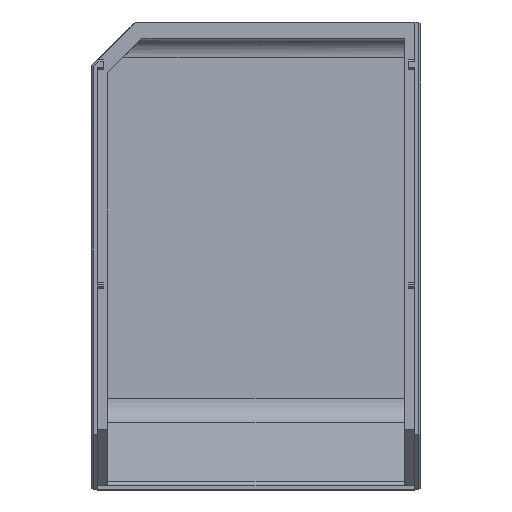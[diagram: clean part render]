
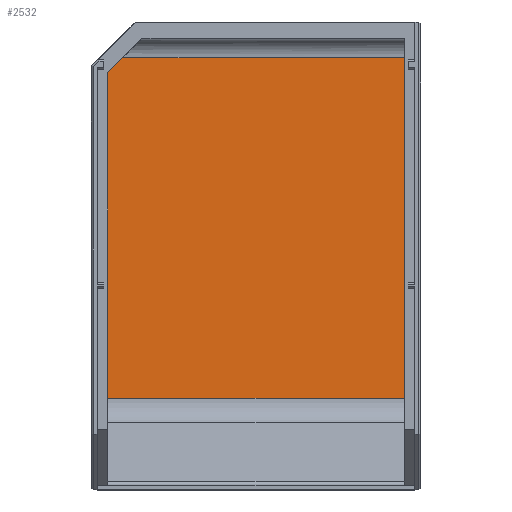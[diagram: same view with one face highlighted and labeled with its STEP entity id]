
A CAD part, top view. The second image highlights one B-rep face of the part: STEP entity #2532.
In plain terms, the highlighted planar face has unit normal (0, 0, 1).
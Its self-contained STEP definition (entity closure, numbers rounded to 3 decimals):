
#43 = DIRECTION ( 'NONE',  ( 0.707, 0.707, 0. ) ) ;
#301 = EDGE_CURVE ( 'NONE', #3756, #2852, #1071, .T. ) ;
#368 = ORIENTED_EDGE ( 'NONE', *, *, #2358, .F. ) ;
#387 = LINE ( 'NONE', #1869, #2740 ) ;
#531 = CARTESIAN_POINT ( 'NONE',  ( -103.5, 48.104, 3. ) ) ;
#538 = LINE ( 'NONE', #1648, #1444 ) ;
#558 = VECTOR ( 'NONE', #3219, 1000. ) ;
#709 = DIRECTION ( 'NONE',  ( -1., 0., 0. ) ) ;
#755 = EDGE_CURVE ( 'NONE', #2473, #3144, #538, .T. ) ;
#849 = CARTESIAN_POINT ( 'NONE',  ( 77.75, 226.5, 3. ) ) ;
#1071 = LINE ( 'NONE', #1395, #1115 ) ;
#1115 = VECTOR ( 'NONE', #1737, 1000. ) ;
#1170 = DIRECTION ( 'NONE',  ( -1., 0., 0. ) ) ;
#1349 = DIRECTION ( 'NONE',  ( 0., 1., 0. ) ) ;
#1395 = CARTESIAN_POINT ( 'NONE',  ( -103.5, 226.5, 3. ) ) ;
#1444 = VECTOR ( 'NONE', #1349, 1000. ) ;
#1630 = CARTESIAN_POINT ( 'NONE',  ( -77.75, 48.104, 3. ) ) ;
#1648 = CARTESIAN_POINT ( 'NONE',  ( -77.75, 0., 3. ) ) ;
#1692 = CARTESIAN_POINT ( 'NONE',  ( -77.75, 218.479, 3. ) ) ;
#1737 = DIRECTION ( 'NONE',  ( 1., 0., 0. ) ) ;
#1794 = ORIENTED_EDGE ( 'NONE', *, *, #755, .F. ) ;
#1869 = CARTESIAN_POINT ( 'NONE',  ( -77.75, 218.479, 3. ) ) ;
#2134 = EDGE_CURVE ( 'NONE', #3213, #2473, #2651, .T. ) ;
#2340 = ORIENTED_EDGE ( 'NONE', *, *, #3791, .F. ) ;
#2343 = LINE ( 'NONE', #3206, #558 ) ;
#2358 = EDGE_CURVE ( 'NONE', #3144, #3756, #387, .T. ) ;
#2473 = VERTEX_POINT ( 'NONE', #1630 ) ;
#2532 = ADVANCED_FACE ( 'NONE', ( #3030 ), #2905, .F. ) ;
#2651 = LINE ( 'NONE', #531, #3897 ) ;
#2740 = VECTOR ( 'NONE', #43, 1000. ) ;
#2852 = VERTEX_POINT ( 'NONE', #849 ) ;
#2897 = CARTESIAN_POINT ( 'NONE',  ( 77.75, 48.104, 3. ) ) ;
#2905 = PLANE ( 'NONE',  #3432 ) ;
#3030 = FACE_OUTER_BOUND ( 'NONE', #3920, .T. ) ;
#3144 = VERTEX_POINT ( 'NONE', #1692 ) ;
#3171 = CARTESIAN_POINT ( 'NONE',  ( -103.5, 226.5, 3. ) ) ;
#3206 = CARTESIAN_POINT ( 'NONE',  ( 77.75, 245., 3. ) ) ;
#3213 = VERTEX_POINT ( 'NONE', #2897 ) ;
#3219 = DIRECTION ( 'NONE',  ( 0., -1., 0. ) ) ;
#3345 = ORIENTED_EDGE ( 'NONE', *, *, #2134, .F. ) ;
#3432 = AXIS2_PLACEMENT_3D ( 'NONE', #3171, #3803, #709 ) ;
#3756 = VERTEX_POINT ( 'NONE', #3808 ) ;
#3791 = EDGE_CURVE ( 'NONE', #2852, #3213, #2343, .T. ) ;
#3802 = ORIENTED_EDGE ( 'NONE', *, *, #301, .F. ) ;
#3803 = DIRECTION ( 'NONE',  ( 0., 0., -1. ) ) ;
#3808 = CARTESIAN_POINT ( 'NONE',  ( -69.729, 226.5, 3. ) ) ;
#3897 = VECTOR ( 'NONE', #1170, 1000. ) ;
#3920 = EDGE_LOOP ( 'NONE', ( #3802, #368, #1794, #3345, #2340 ) ) ;
